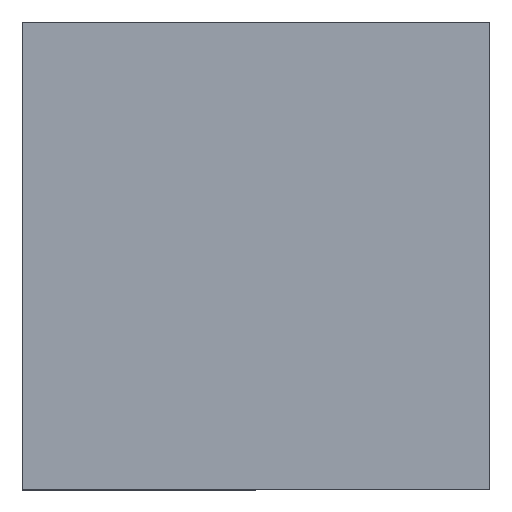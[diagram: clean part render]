
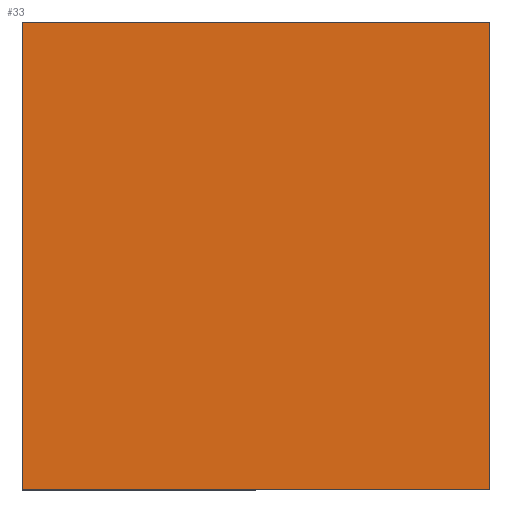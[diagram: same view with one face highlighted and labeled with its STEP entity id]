
A CAD part, top view. The second image highlights one B-rep face of the part: STEP entity #33.
In plain terms, the highlighted planar face has unit normal (0, 0, 1).
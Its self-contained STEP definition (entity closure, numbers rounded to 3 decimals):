
#7 = PLANE ( 'NONE',  #234 ) ;
#8 = CARTESIAN_POINT ( 'NONE',  ( 0., 0., 1. ) ) ;
#9 = VECTOR ( 'NONE', #75, 1000. ) ;
#10 = CARTESIAN_POINT ( 'NONE',  ( 25.4, 25.4, 1. ) ) ;
#23 = DIRECTION ( 'NONE',  ( -1., 0., 0. ) ) ;
#24 = LINE ( 'NONE', #56, #65 ) ;
#27 = DIRECTION ( 'NONE',  ( 0., 0., 1. ) ) ;
#33 = ADVANCED_FACE ( 'NONE', ( #57 ), #7, .T. ) ;
#39 = CARTESIAN_POINT ( 'NONE',  ( -25.4, -25.4, 1. ) ) ;
#52 = EDGE_CURVE ( 'NONE', #97, #184, #140, .T. ) ;
#56 = CARTESIAN_POINT ( 'NONE',  ( -25.4, 25.4, 1. ) ) ;
#57 = FACE_OUTER_BOUND ( 'NONE', #128, .T. ) ;
#63 = CARTESIAN_POINT ( 'NONE',  ( -25.4, -25.4, 1. ) ) ;
#65 = VECTOR ( 'NONE', #177, 1000. ) ;
#73 = VERTEX_POINT ( 'NONE', #39 ) ;
#75 = DIRECTION ( 'NONE',  ( 1., 0., 0. ) ) ;
#79 = CARTESIAN_POINT ( 'NONE',  ( 25.4, 25.4, 1. ) ) ;
#87 = VECTOR ( 'NONE', #98, 1000. ) ;
#94 = EDGE_CURVE ( 'NONE', #184, #181, #229, .T. ) ;
#97 = VERTEX_POINT ( 'NONE', #141 ) ;
#98 = DIRECTION ( 'NONE',  ( 0., 1., 0. ) ) ;
#100 = ORIENTED_EDGE ( 'NONE', *, *, #199, .T. ) ;
#128 = EDGE_LOOP ( 'NONE', ( #207, #100, #235, #197 ) ) ;
#129 = VECTOR ( 'NONE', #23, 1000. ) ;
#137 = EDGE_CURVE ( 'NONE', #181, #73, #24, .T. ) ;
#139 = CARTESIAN_POINT ( 'NONE',  ( -25.4, 25.4, 1. ) ) ;
#140 = LINE ( 'NONE', #10, #87 ) ;
#141 = CARTESIAN_POINT ( 'NONE',  ( 25.4, -25.4, 1. ) ) ;
#160 = LINE ( 'NONE', #63, #9 ) ;
#177 = DIRECTION ( 'NONE',  ( 0., -1., 0. ) ) ;
#181 = VERTEX_POINT ( 'NONE', #209 ) ;
#184 = VERTEX_POINT ( 'NONE', #79 ) ;
#196 = DIRECTION ( 'NONE',  ( 1., 0., 0. ) ) ;
#197 = ORIENTED_EDGE ( 'NONE', *, *, #94, .T. ) ;
#199 = EDGE_CURVE ( 'NONE', #73, #97, #160, .T. ) ;
#207 = ORIENTED_EDGE ( 'NONE', *, *, #137, .T. ) ;
#209 = CARTESIAN_POINT ( 'NONE',  ( -25.4, 25.4, 1. ) ) ;
#229 = LINE ( 'NONE', #139, #129 ) ;
#234 = AXIS2_PLACEMENT_3D ( 'NONE', #8, #27, #196 ) ;
#235 = ORIENTED_EDGE ( 'NONE', *, *, #52, .T. ) ;
